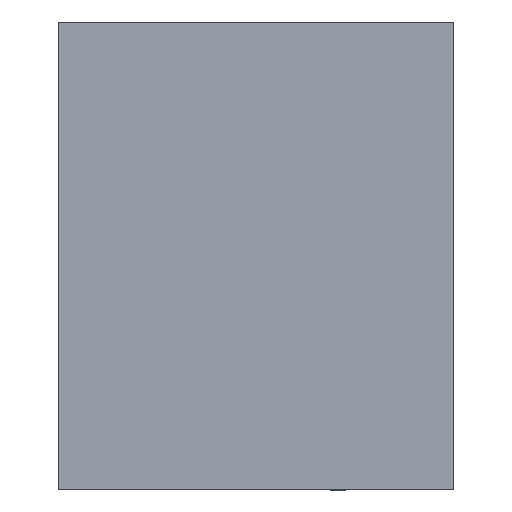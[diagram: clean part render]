
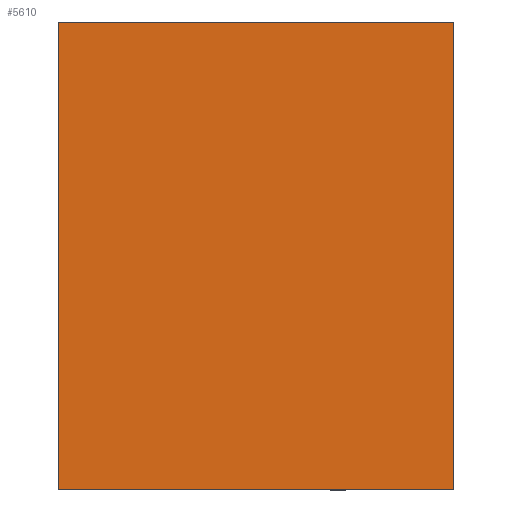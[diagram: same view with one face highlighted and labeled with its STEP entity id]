
A CAD part, top view. The second image highlights one B-rep face of the part: STEP entity #5610.
In plain terms, the highlighted planar face has unit normal (0, 0, 1).
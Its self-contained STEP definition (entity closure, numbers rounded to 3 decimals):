
#586=ORIENTED_EDGE('',*,*,#1633,.T.);
#587=ORIENTED_EDGE('',*,*,#1634,.F.);
#588=ORIENTED_EDGE('',*,*,#1635,.F.);
#589=ORIENTED_EDGE('',*,*,#1636,.T.);
#1633=EDGE_CURVE('',#2164,#2165,#2617,.T.);
#1634=EDGE_CURVE('',#2166,#2165,#2618,.T.);
#1635=EDGE_CURVE('',#2167,#2166,#2619,.T.);
#1636=EDGE_CURVE('',#2167,#2164,#2620,.T.);
#2164=VERTEX_POINT('',#7690);
#2165=VERTEX_POINT('',#7691);
#2166=VERTEX_POINT('',#7693);
#2167=VERTEX_POINT('',#7695);
#2617=LINE('',#7689,#3153);
#2618=LINE('',#7692,#3154);
#2619=LINE('',#7694,#3155);
#2620=LINE('',#7696,#3156);
#3153=VECTOR('',#6472,1000.);
#3154=VECTOR('',#6473,1000.);
#3155=VECTOR('',#6474,1000.);
#3156=VECTOR('',#6475,1000.);
#3506=EDGE_LOOP('',(#586,#587,#588,#589));
#3734=FACE_BOUND('',#3506,.T.);
#3949=PLANE('',#5839);
#5610=ADVANCED_FACE('',(#3734),#3949,.F.);
#5839=AXIS2_PLACEMENT_3D('',#7688,#6470,#6471);
#6470=DIRECTION('',(0.,0.,-1.));
#6471=DIRECTION('',(0.,1.,0.));
#6472=DIRECTION('',(0.,1.,0.));
#6473=DIRECTION('',(1.,0.,0.));
#6474=DIRECTION('',(0.,1.,0.));
#6475=DIRECTION('',(1.,0.,0.));
#7688=CARTESIAN_POINT('',(-3.25,-2.75,5.055));
#7689=CARTESIAN_POINT('',(3.25,-2.75,5.055));
#7690=CARTESIAN_POINT('',(3.25,-2.75,5.055));
#7691=CARTESIAN_POINT('',(3.25,2.75,5.055));
#7692=CARTESIAN_POINT('',(-3.25,2.75,5.055));
#7693=CARTESIAN_POINT('',(-3.25,2.75,5.055));
#7694=CARTESIAN_POINT('',(-3.25,-2.75,5.055));
#7695=CARTESIAN_POINT('',(-3.25,-2.75,5.055));
#7696=CARTESIAN_POINT('',(-3.25,-2.75,5.055));
